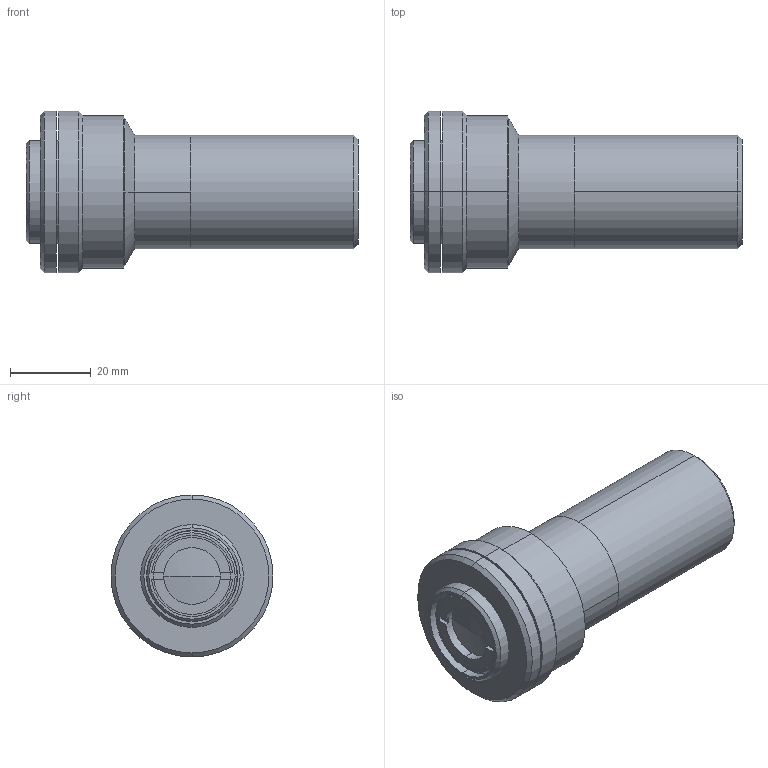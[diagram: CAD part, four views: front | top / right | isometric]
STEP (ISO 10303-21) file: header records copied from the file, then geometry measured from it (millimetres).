
FILE_DESCRIPTION (( 'STEP AP214' ), '1' );
FILE_NAME ('TC2307 .STEP', '2013-04-18T15:55:00', ( 'Work' ), ( '' ), 'SwSTEP 2.0', 'SolidWorks 2013', '' );
FILE_SCHEMA (( 'AUTOMOTIVE_DESIGN' ));
Length unit declared in the file: millimetre
Products named in the file (1): TC2307 
Bounding box: 82.01 x 40 x 40 mm (x, y, z)
Surface area: 16706 mm2 (no closed solid volume)
Topology: 0 solids, 10 shells, 73 faces, 186 edges, 126 vertices
Faces by surface type: cylinder 30, plane 27, cone 12, sphere 4
Entity records: 3073 total; most frequent: DIRECTION 446, CARTESIAN_POINT 386, ORIENTED_EDGE 324, AXIS2_PLACEMENT_3D 186, EDGE_CURVE 186, VERTEX_POINT 126, CIRCLE 112, EDGE_LOOP 87
